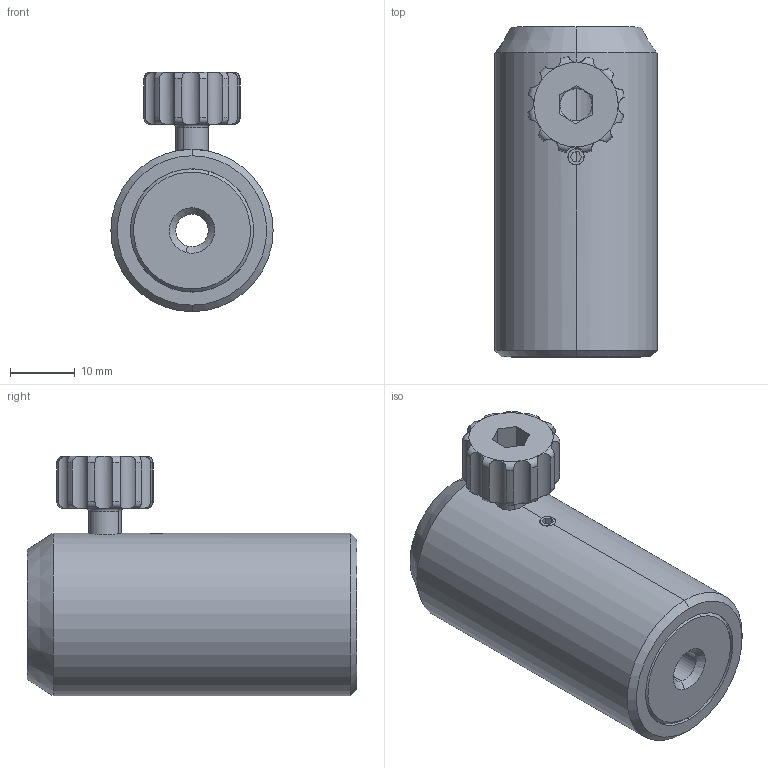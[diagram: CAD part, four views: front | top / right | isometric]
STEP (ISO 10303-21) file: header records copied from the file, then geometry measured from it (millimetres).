
FILE_DESCRIPTION (( 'STEP AP203' ), '1' );
FILE_NAME ('03MPH-2M.STEP', '2016-02-16T02:16:53', ( '' ), ( '' ), 'SwSTEP 2.0', 'SolidWorks 2016', '' );
FILE_SCHEMA (( 'CONFIG_CONTROL_DESIGN' ));
Length unit declared in the file: millimetre
Products named in the file (1): 03MPH-2M
Bounding box: 25 x 50.8 x 36.85 mm (x, y, z)
Surface area: 7833.7 mm2 (no closed solid volume)
Topology: 0 solids, 4 shells, 97 faces, 250 edges, 157 vertices
Faces by surface type: cylinder 42, torus 26, plane 17, cone 12
Entity records: 3676 total; most frequent: CARTESIAN_POINT 1317, DIRECTION 469, ORIENTED_EDGE 465, EDGE_CURVE 250, AXIS2_PLACEMENT_3D 189, VERTEX_POINT 157, EDGE_LOOP 105, FACE_OUTER_BOUND 97
